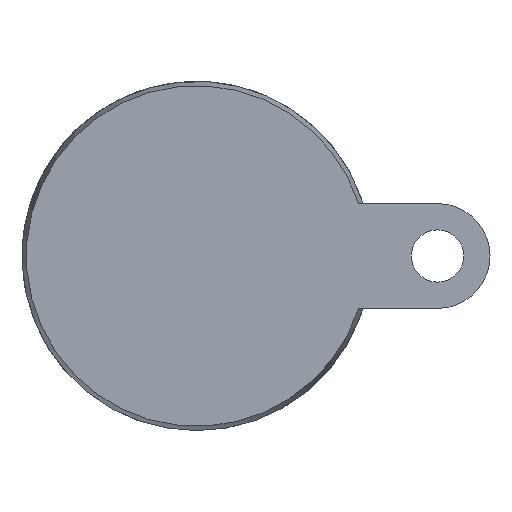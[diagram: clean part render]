
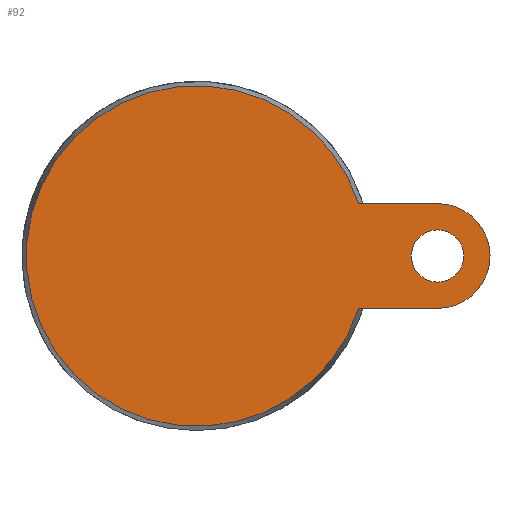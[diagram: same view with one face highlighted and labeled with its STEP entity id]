
A CAD part, front view. The second image highlights one B-rep face of the part: STEP entity #92.
In plain terms, the highlighted planar face has unit normal (0, -1, 0).
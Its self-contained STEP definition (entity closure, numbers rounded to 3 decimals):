
#92 = ADVANCED_FACE( '', ( #215, #216 ), #217, .F. );
#215 = FACE_BOUND( '', #406, .T. );
#216 = FACE_OUTER_BOUND( '', #407, .T. );
#217 = PLANE( '', #408 );
#406 = EDGE_LOOP( '', ( #606 ) );
#407 = EDGE_LOOP( '', ( #607, #608, #609, #610 ) );
#408 = AXIS2_PLACEMENT_3D( '', #611, #612, #613 );
#606 = ORIENTED_EDGE( '', *, *, #849, .T. );
#607 = ORIENTED_EDGE( '', *, *, #900, .F. );
#608 = ORIENTED_EDGE( '', *, *, #902, .T. );
#609 = ORIENTED_EDGE( '', *, *, #903, .F. );
#610 = ORIENTED_EDGE( '', *, *, #862, .F. );
#611 = CARTESIAN_POINT( '', ( 48.75, 0., 0. ) );
#612 = DIRECTION( '', ( 0., 1., 0. ) );
#613 = DIRECTION( '', ( 0., 0., 1. ) );
#849 = EDGE_CURVE( '', #974, #974, #975, .T. );
#862 = EDGE_CURVE( '', #997, #998, #999, .T. );
#900 = EDGE_CURVE( '', #1061, #997, #1063, .T. );
#902 = EDGE_CURVE( '', #1061, #1065, #1066, .T. );
#903 = EDGE_CURVE( '', #998, #1065, #1067, .T. );
#974 = VERTEX_POINT( '', #1152 );
#975 = CIRCLE( '', #1153, 7.5 );
#997 = VERTEX_POINT( '', #1211 );
#998 = VERTEX_POINT( '', #1212 );
#999 = CIRCLE( '', #1213, 15. );
#1061 = VERTEX_POINT( '', #1326 );
#1063 = LINE( '', #1331, #1332 );
#1065 = VERTEX_POINT( '', #1334 );
#1066 = CIRCLE( '', #1335, 48.75 );
#1067 = LINE( '', #1336, #1337 );
#1152 = CARTESIAN_POINT( '', ( 76.5, 0., 0. ) );
#1153 = AXIS2_PLACEMENT_3D( '', #1500, #1501, #1502 );
#1211 = CARTESIAN_POINT( '', ( 69., 0., 15. ) );
#1212 = CARTESIAN_POINT( '', ( 69., 0., -15. ) );
#1213 = AXIS2_PLACEMENT_3D( '', #1508, #1509, #1510 );
#1326 = CARTESIAN_POINT( '', ( 46.385, 0., 15. ) );
#1331 = CARTESIAN_POINT( '', ( 0., 0., 15. ) );
#1332 = VECTOR( '', #1558, 1000. );
#1334 = CARTESIAN_POINT( '', ( 46.385, 0., -15. ) );
#1335 = AXIS2_PLACEMENT_3D( '', #1559, #1560, #1561 );
#1336 = CARTESIAN_POINT( '', ( 69., 0., -15. ) );
#1337 = VECTOR( '', #1562, 1000. );
#1500 = CARTESIAN_POINT( '', ( 69., 0., 0. ) );
#1501 = DIRECTION( '', ( 0., 1., 0. ) );
#1502 = DIRECTION( '', ( 1., 0., 0. ) );
#1508 = CARTESIAN_POINT( '', ( 69., 0., 0. ) );
#1509 = DIRECTION( '', ( 0., 1., 0. ) );
#1510 = DIRECTION( '', ( 1., 0., 0. ) );
#1558 = DIRECTION( '', ( 1., 0., 0. ) );
#1559 = CARTESIAN_POINT( '', ( 0., 0., 0. ) );
#1560 = DIRECTION( '', ( 0., -1., 0. ) );
#1561 = DIRECTION( '', ( 0., 0., -1. ) );
#1562 = DIRECTION( '', ( -1., 0., 0. ) );
